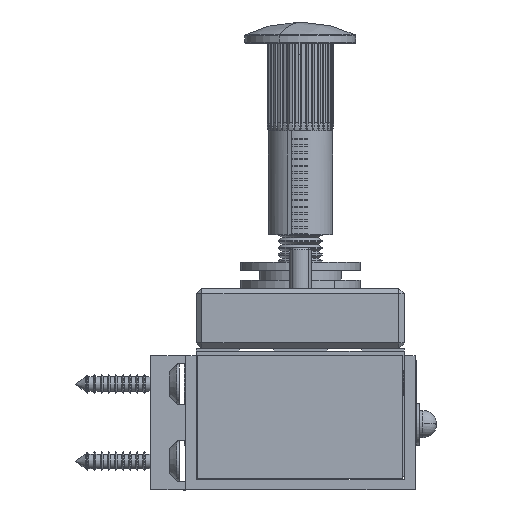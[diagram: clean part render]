
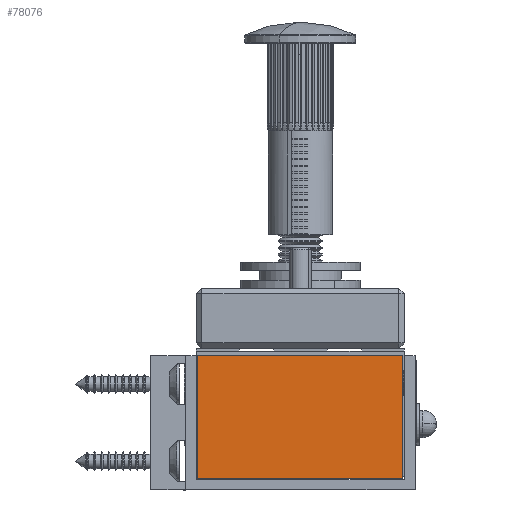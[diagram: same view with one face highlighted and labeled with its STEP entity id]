
A CAD part, left-side view. The second image highlights one B-rep face of the part: STEP entity #78076.
In plain terms, the highlighted planar face has unit normal (-1, 0, 0).
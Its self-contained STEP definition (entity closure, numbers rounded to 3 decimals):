
#557 = CARTESIAN_POINT ( 'NONE',  ( -250., -18.75, 12.5 ) ) ;
#3716 = EDGE_CURVE ( 'NONE', #45446, #10482, #42392, .T. ) ;
#6517 = ORIENTED_EDGE ( 'NONE', *, *, #62609, .T. ) ;
#7653 = CARTESIAN_POINT ( 'NONE',  ( -250., -18.75, 12.5 ) ) ;
#10482 = VERTEX_POINT ( 'NONE', #7653 ) ;
#15430 = DIRECTION ( 'NONE',  ( 0., -1., 0. ) ) ;
#15699 = CARTESIAN_POINT ( 'NONE',  ( -250., 18.75, 12.5 ) ) ;
#15834 = DIRECTION ( 'NONE',  ( -1., 0., 0. ) ) ;
#16517 = AXIS2_PLACEMENT_3D ( 'NONE', #107181, #15834, #31266 ) ;
#17683 = LINE ( 'NONE', #22540, #32132 ) ;
#19666 = ORIENTED_EDGE ( 'NONE', *, *, #3716, .T. ) ;
#22540 = CARTESIAN_POINT ( 'NONE',  ( -250., 18.75, 12.5 ) ) ;
#31266 = DIRECTION ( 'NONE',  ( 0., 0., -1. ) ) ;
#32132 = VECTOR ( 'NONE', #62707, 1000. ) ;
#35183 = EDGE_CURVE ( 'NONE', #70974, #46833, #17683, .T. ) ;
#39120 = VECTOR ( 'NONE', #15430, 1000. ) ;
#42392 = LINE ( 'NONE', #67125, #56736 ) ;
#45446 = VERTEX_POINT ( 'NONE', #92550 ) ;
#46833 = VERTEX_POINT ( 'NONE', #95847 ) ;
#48282 = PLANE ( 'NONE',  #16517 ) ;
#50033 = CARTESIAN_POINT ( 'NONE',  ( -250., -18.75, -10. ) ) ;
#54045 = EDGE_LOOP ( 'NONE', ( #96696, #106054, #6517, #19666 ) ) ;
#56736 = VECTOR ( 'NONE', #84727, 1000. ) ;
#59493 = VECTOR ( 'NONE', #101167, 1000. ) ;
#62609 = EDGE_CURVE ( 'NONE', #46833, #45446, #101227, .T. ) ;
#62707 = DIRECTION ( 'NONE',  ( 0., 0., -1. ) ) ;
#67125 = CARTESIAN_POINT ( 'NONE',  ( -250., -18.75, 12.5 ) ) ;
#70974 = VERTEX_POINT ( 'NONE', #15699 ) ;
#74200 = EDGE_CURVE ( 'NONE', #10482, #70974, #75834, .T. ) ;
#75834 = LINE ( 'NONE', #557, #59493 ) ;
#78076 = ADVANCED_FACE ( 'NONE', ( #97332 ), #48282, .T. ) ;
#84727 = DIRECTION ( 'NONE',  ( 0., 0., 1. ) ) ;
#92550 = CARTESIAN_POINT ( 'NONE',  ( -250., -18.75, -10. ) ) ;
#95847 = CARTESIAN_POINT ( 'NONE',  ( -250., 18.75, -10. ) ) ;
#96696 = ORIENTED_EDGE ( 'NONE', *, *, #74200, .T. ) ;
#97332 = FACE_OUTER_BOUND ( 'NONE', #54045, .T. ) ;
#101167 = DIRECTION ( 'NONE',  ( 0., 1., 0. ) ) ;
#101227 = LINE ( 'NONE', #50033, #39120 ) ;
#106054 = ORIENTED_EDGE ( 'NONE', *, *, #35183, .T. ) ;
#107181 = CARTESIAN_POINT ( 'NONE',  ( -250., 18.75, 12.5 ) ) ;
